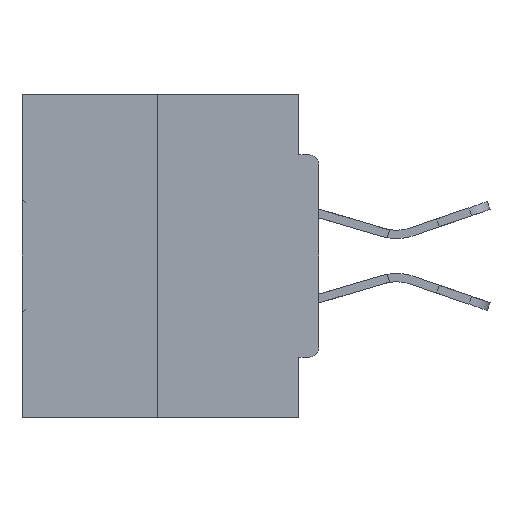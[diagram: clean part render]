
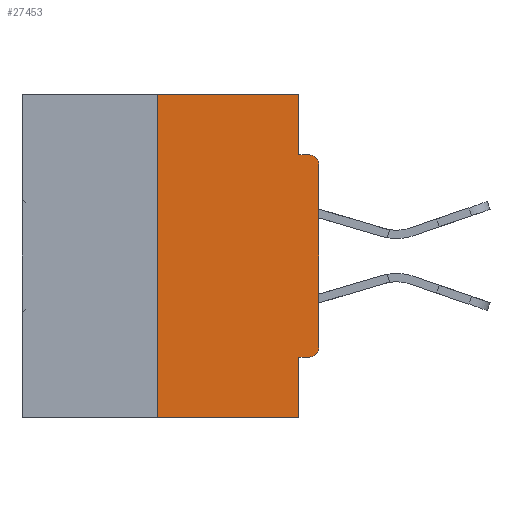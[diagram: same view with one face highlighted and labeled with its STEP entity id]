
A CAD part, left-side view. The second image highlights one B-rep face of the part: STEP entity #27453.
In plain terms, the highlighted planar face has unit normal (-1, 0, 0).
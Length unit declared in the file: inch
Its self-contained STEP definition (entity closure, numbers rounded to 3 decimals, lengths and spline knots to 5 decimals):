
#294 = CARTESIAN_POINT ( 'NONE',  ( 0., 0.031, 0. ) ) ;
#631 = CARTESIAN_POINT ( 'NONE',  ( 0., 0.46, 0. ) ) ;
#943 = CARTESIAN_POINT ( 'NONE',  ( 0., 0.25, -0.5 ) ) ;
#1159 = DIRECTION ( 'NONE',  ( 0., 0., -1. ) ) ;
#1484 = LINE ( 'NONE', #8854, #37425 ) ;
#1745 = LINE ( 'NONE', #11756, #44064 ) ;
#1991 = CIRCLE ( 'NONE', #39198, 0.015 ) ;
#2386 = LINE ( 'NONE', #631, #14282 ) ;
#2991 = LINE ( 'NONE', #36436, #12142 ) ;
#3195 = EDGE_CURVE ( 'NONE', #5103, #27104, #1991, .T. ) ;
#3436 = VECTOR ( 'NONE', #35281, 39.37008 ) ;
#3465 = DIRECTION ( 'NONE',  ( 0., -1., 0. ) ) ;
#3766 = EDGE_CURVE ( 'NONE', #7556, #22747, #2991, .T. ) ;
#4335 = ORIENTED_EDGE ( 'NONE', *, *, #42038, .T. ) ;
#4679 = ORIENTED_EDGE ( 'NONE', *, *, #11926, .F. ) ;
#4758 = CARTESIAN_POINT ( 'NONE',  ( 0., 0.031, -0.4065 ) ) ;
#5103 = VERTEX_POINT ( 'NONE', #27254 ) ;
#6599 = EDGE_CURVE ( 'NONE', #17627, #22747, #24213, .T. ) ;
#7509 = DIRECTION ( 'NONE',  ( 0., 0., -1. ) ) ;
#7556 = VERTEX_POINT ( 'NONE', #4758 ) ;
#8204 = EDGE_CURVE ( 'NONE', #17981, #27104, #1484, .T. ) ;
#8854 = CARTESIAN_POINT ( 'NONE',  ( 0., 0., -0.0935 ) ) ;
#9111 = CARTESIAN_POINT ( 'NONE',  ( 0., 0.031, -0.0935 ) ) ;
#9174 = VECTOR ( 'NONE', #3465, 39.37008 ) ;
#10010 = VECTOR ( 'NONE', #7509, 39.37008 ) ;
#10668 = EDGE_CURVE ( 'NONE', #19312, #36749, #2386, .T. ) ;
#11756 = CARTESIAN_POINT ( 'NONE',  ( 0., 0., -0.4065 ) ) ;
#11926 = EDGE_CURVE ( 'NONE', #32790, #7556, #1745, .T. ) ;
#12142 = VECTOR ( 'NONE', #43604, 39.37008 ) ;
#12855 = CARTESIAN_POINT ( 'NONE',  ( 0., 0.031, 0. ) ) ;
#13654 = CARTESIAN_POINT ( 'NONE',  ( 0., 0.46, -0.5 ) ) ;
#14033 = EDGE_CURVE ( 'NONE', #32790, #36254, #38192, .T. ) ;
#14282 = VECTOR ( 'NONE', #18218, 39.37008 ) ;
#14552 = CARTESIAN_POINT ( 'NONE',  ( 0., 0.46, 0. ) ) ;
#15247 = ORIENTED_EDGE ( 'NONE', *, *, #3766, .F. ) ;
#16695 = ORIENTED_EDGE ( 'NONE', *, *, #6599, .T. ) ;
#17134 = ORIENTED_EDGE ( 'NONE', *, *, #3195, .T. ) ;
#17142 = CARTESIAN_POINT ( 'NONE',  ( 0., 0., -0.3915 ) ) ;
#17627 = VERTEX_POINT ( 'NONE', #943 ) ;
#17743 = ORIENTED_EDGE ( 'NONE', *, *, #36398, .F. ) ;
#17799 = DIRECTION ( 'NONE',  ( -1., 0., 0. ) ) ;
#17981 = VERTEX_POINT ( 'NONE', #9111 ) ;
#18218 = DIRECTION ( 'NONE',  ( 0., -1., 0. ) ) ;
#18332 = ORIENTED_EDGE ( 'NONE', *, *, #14033, .T. ) ;
#19312 = VERTEX_POINT ( 'NONE', #19728 ) ;
#19728 = CARTESIAN_POINT ( 'NONE',  ( 0., 0.25, 0. ) ) ;
#20251 = CARTESIAN_POINT ( 'NONE',  ( 0., 0.015, -0.4065 ) ) ;
#21443 = DIRECTION ( 'NONE',  ( 1., 0., 0. ) ) ;
#21791 = CARTESIAN_POINT ( 'NONE',  ( 0., 0.031, -0.5 ) ) ;
#22122 = CARTESIAN_POINT ( 'NONE',  ( 0., 0., 0. ) ) ;
#22296 = AXIS2_PLACEMENT_3D ( 'NONE', #31335, #31051, #34461 ) ;
#22747 = VERTEX_POINT ( 'NONE', #21791 ) ;
#22875 = CARTESIAN_POINT ( 'NONE',  ( 0., 0.015, -0.1085 ) ) ;
#23130 = ORIENTED_EDGE ( 'NONE', *, *, #8204, .F. ) ;
#24213 = LINE ( 'NONE', #13654, #9174 ) ;
#24665 = DIRECTION ( 'NONE',  ( 0., 0., -1. ) ) ;
#25365 = FACE_OUTER_BOUND ( 'NONE', #38292, .T. ) ;
#25566 = ORIENTED_EDGE ( 'NONE', *, *, #44103, .F. ) ;
#26298 = DIRECTION ( 'NONE',  ( 0., 0., 1. ) ) ;
#27104 = VERTEX_POINT ( 'NONE', #43017 ) ;
#27254 = CARTESIAN_POINT ( 'NONE',  ( 0., 0., -0.1085 ) ) ;
#27453 = ADVANCED_FACE ( 'NONE', ( #25365 ), #35009, .F. ) ;
#29765 = VECTOR ( 'NONE', #26298, 39.37008 ) ;
#31051 = DIRECTION ( 'NONE',  ( -1., 0., 0. ) ) ;
#31335 = CARTESIAN_POINT ( 'NONE',  ( 0., 0.015, -0.3915 ) ) ;
#32790 = VERTEX_POINT ( 'NONE', #20251 ) ;
#34461 = DIRECTION ( 'NONE',  ( 0., 0., -1. ) ) ;
#35009 = PLANE ( 'NONE',  #35160 ) ;
#35160 = AXIS2_PLACEMENT_3D ( 'NONE', #14552, #21443, #1159 ) ;
#35281 = DIRECTION ( 'NONE',  ( 0., 0., 1. ) ) ;
#35571 = LINE ( 'NONE', #22122, #3436 ) ;
#36173 = LINE ( 'NONE', #42924, #29765 ) ;
#36254 = VERTEX_POINT ( 'NONE', #17142 ) ;
#36398 = EDGE_CURVE ( 'NONE', #36749, #17981, #37319, .T. ) ;
#36436 = CARTESIAN_POINT ( 'NONE',  ( 0., 0.031, -0.5 ) ) ;
#36749 = VERTEX_POINT ( 'NONE', #12855 ) ;
#37319 = LINE ( 'NONE', #294, #10010 ) ;
#37425 = VECTOR ( 'NONE', #43139, 39.37008 ) ;
#38192 = CIRCLE ( 'NONE', #22296, 0.015 ) ;
#38292 = EDGE_LOOP ( 'NONE', ( #40875, #25566, #16695, #15247, #4679, #18332, #4335, #17134, #23130, #17743 ) ) ;
#38816 = DIRECTION ( 'NONE',  ( 0., 1., 0. ) ) ;
#39198 = AXIS2_PLACEMENT_3D ( 'NONE', #22875, #17799, #24665 ) ;
#40875 = ORIENTED_EDGE ( 'NONE', *, *, #10668, .F. ) ;
#42038 = EDGE_CURVE ( 'NONE', #36254, #5103, #35571, .T. ) ;
#42924 = CARTESIAN_POINT ( 'NONE',  ( 0., 0.25, 0. ) ) ;
#43017 = CARTESIAN_POINT ( 'NONE',  ( 0., 0.015, -0.0935 ) ) ;
#43139 = DIRECTION ( 'NONE',  ( 0., -1., 0. ) ) ;
#43604 = DIRECTION ( 'NONE',  ( 0., 0., -1. ) ) ;
#44064 = VECTOR ( 'NONE', #38816, 39.37008 ) ;
#44103 = EDGE_CURVE ( 'NONE', #17627, #19312, #36173, .T. ) ;
